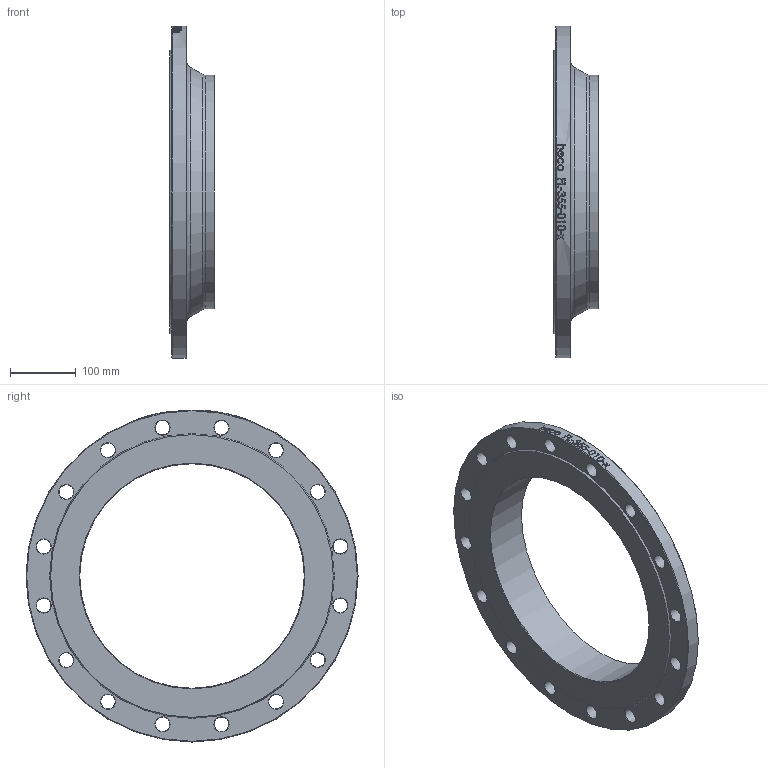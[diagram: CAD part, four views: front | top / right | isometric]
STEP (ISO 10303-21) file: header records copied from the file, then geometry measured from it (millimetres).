
FILE_DESCRIPTION (( 'STEP AP214' ), '1' );
FILE_NAME ('FL-355-010-x Vorschweissflansch PN10 Iso DIN2632 2009.STEP', '2020-09-03T10:05:01', ( '' ), ( '' ), 'SwSTEP 2.0', 'SolidWorks 2019', '' );
FILE_SCHEMA (( 'AUTOMOTIVE_DESIGN' ));
Length unit declared in the file: millimetre
Products named in the file (1): FL-355-010-x Vorschweissflansch PN10 Iso DIN2632 2009
Bounding box: 68 x 505 x 505 mm (x, y, z)
Volume: 3081012.7 mm3; surface area: 373741.9 mm2
Topology: 1 solids, 1 shells, 82 faces, 314 edges, 255 vertices
Faces by surface type: cylinder 39, cone 37, plane 4, torus 2
Full cylindrical faces by diameter (mm): 22 x16, 341.4 x1, 355.6 x1, 505 x1
Entity records: 7299 total; most frequent: CARTESIAN_POINT 4721, ORIENTED_EDGE 470, DIRECTION 414, VERTEX_POINT 235, EDGE_CURVE 235, EDGE_LOOP 196, AXIS2_PLACEMENT_3D 195, CIRCLE 112
